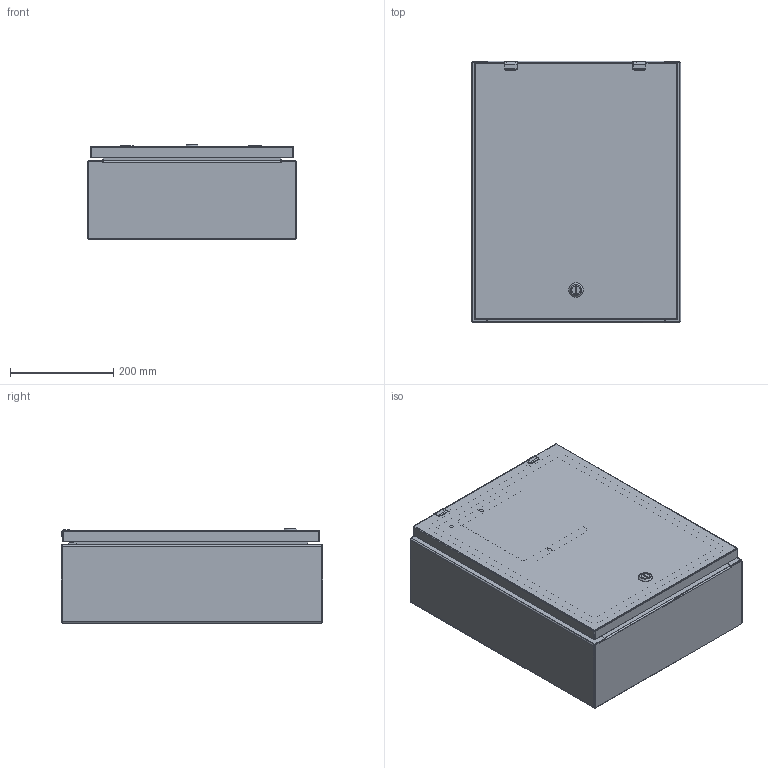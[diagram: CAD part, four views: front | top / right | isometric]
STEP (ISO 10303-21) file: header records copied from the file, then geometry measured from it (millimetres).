
FILE_DESCRIPTION (( 'STEP AP214' ), '1' );
FILE_NAME ('SCE-16EL2006LP.STEP', '2021-01-26T17:07:13', ( '' ), ( '' ), 'SwSTEP 2.0', 'SolidWorks 2019', '' );
FILE_SCHEMA (( 'AUTOMOTIVE_DESIGN' ));
Length unit declared in the file: inch
Products named in the file (1): SCE-16EL2006LP
Bounding box: 406.4 x 508 x 183.65 mm (x, y, z)
Volume: 2167820.2 mm3; surface area: 2070359.9 mm2
Topology: 44 solids, 44 shells, 2353 faces, 6166 edges, 3868 vertices
Faces by surface type: plane 1037, cylinder 618, bspline 574, cone 50, torus 46, sphere 28
Full cylindrical faces by diameter (mm): 1.016 x2, 3.454 x2, 3.978 x2, 4.318 x6, 4.369 x4, 4.775 x2, 4.978 x8, 5 x1, 5.182 x4, 5.207 x4, 5.232 x4, 5.5 x1, 5.537 x2, 6.096 x4, 6.198 x4, 6.299 x4, 6.35 x4, 6.363 x2, 6.756 x4, 7.137 x2, 8.433 x4, 9.296 x4, 9.322 x4, 9.525 x4, 9.9 x1, 10 x1, 11.113 x4, 12.7 x4, 12.8 x1, 13.5 x1
Entity records: 129089 total; most frequent: CARTESIAN_POINT 49531, ORIENTED_EDGE 11522, DIRECTION 8935, EDGE_CURVE 5761, VERTEX_POINT 3768, AXIS2_PLACEMENT_3D 3165, EDGE_LOOP 2727, VECTOR 2605
